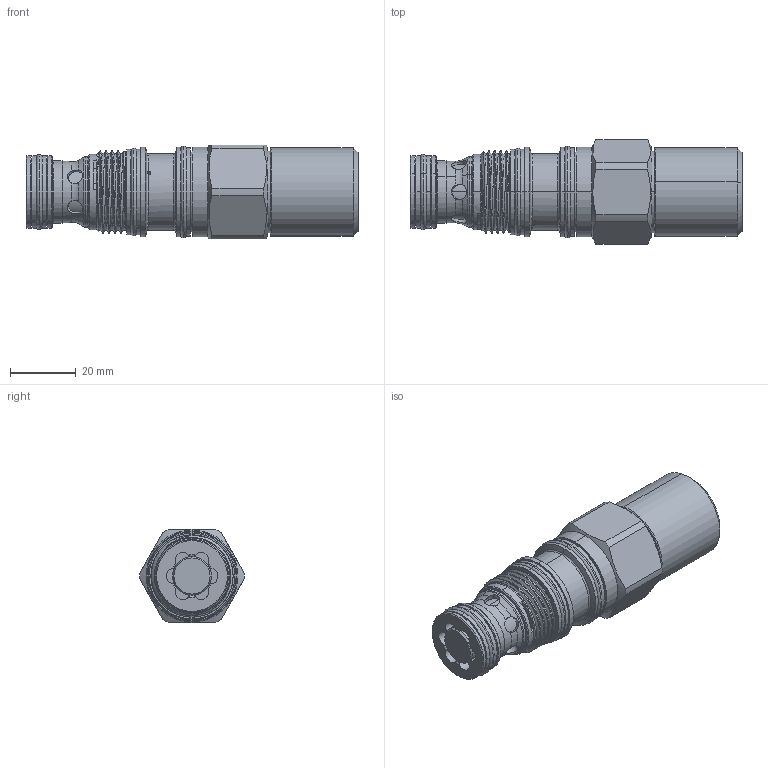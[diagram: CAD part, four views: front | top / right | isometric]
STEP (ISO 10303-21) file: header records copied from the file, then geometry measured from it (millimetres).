
FILE_DESCRIPTION (( 'STEP AP203' ), '1' );
FILE_NAME ('CB2A33(3A)(3C)(3Q)-CA.STEP', '2023-03-10T05:08:08', ( '' ), ( '' ), 'SwSTEP 2.0', 'SolidWorks 2018', '' );
FILE_SCHEMA (( 'CONFIG_CONTROL_DESIGN' ));
Length unit declared in the file: millimetre
Products named in the file (1): CB2A33(3A)(3C)(3Q)-CA
Bounding box: 101.3 x 31.79 x 28.57 mm (x, y, z)
Volume: 52053.2 mm3; surface area: 14303.4 mm2
Topology: 5 solids, 5 shells, 292 faces, 711 edges, 451 vertices
Faces by surface type: cylinder 107, plane 100, torus 47, cone 29, bspline 7, sphere 2
Entity records: 12363 total; most frequent: CARTESIAN_POINT 5466, DIRECTION 1432, ORIENTED_EDGE 1422, EDGE_CURVE 711, AXIS2_PLACEMENT_3D 557, VERTEX_POINT 451, EDGE_LOOP 322, VECTOR 318
